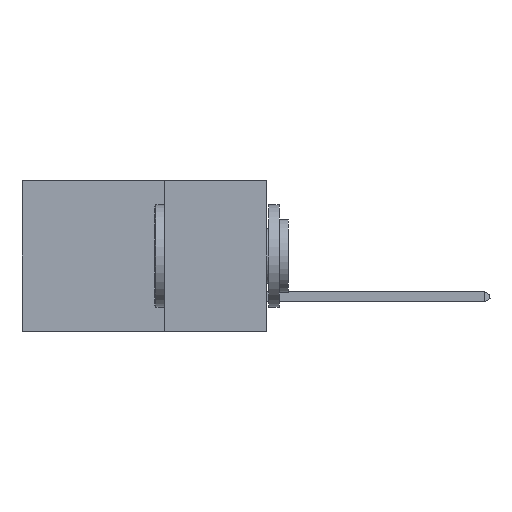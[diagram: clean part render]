
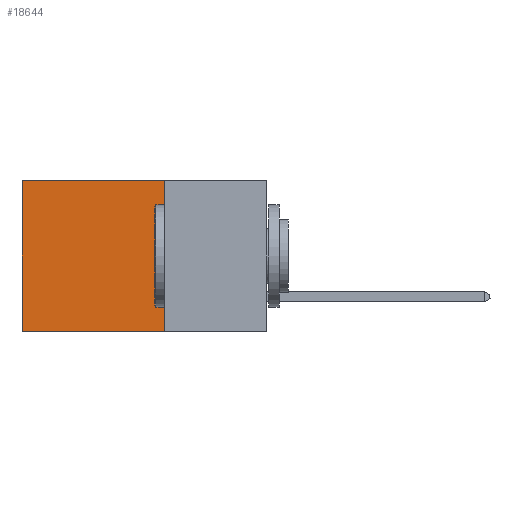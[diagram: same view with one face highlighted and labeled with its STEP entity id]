
A CAD part, left-side view. The second image highlights one B-rep face of the part: STEP entity #18644.
In plain terms, the highlighted planar face has unit normal (-1, 0, 0).
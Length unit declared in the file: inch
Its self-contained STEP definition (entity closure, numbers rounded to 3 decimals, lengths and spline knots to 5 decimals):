
#574 = CARTESIAN_POINT ( 'NONE',  ( 0.2875, 0.25, 0. ) ) ;
#1480 = VECTOR ( 'NONE', #4836, 39.37008 ) ;
#2379 = VERTEX_POINT ( 'NONE', #9782 ) ;
#2530 = LINE ( 'NONE', #9799, #14481 ) ;
#2556 = ORIENTED_EDGE ( 'NONE', *, *, #15459, .T. ) ;
#2604 = EDGE_CURVE ( 'NONE', #14681, #2379, #5648, .T. ) ;
#2630 = FACE_OUTER_BOUND ( 'NONE', #19527, .T. ) ;
#2752 = CARTESIAN_POINT ( 'NONE',  ( 0.2875, 0.25, 0. ) ) ;
#3323 = VECTOR ( 'NONE', #16680, 39.37008 ) ;
#4826 = AXIS2_PLACEMENT_3D ( 'NONE', #574, #16061, #6885 ) ;
#4836 = DIRECTION ( 'NONE',  ( 0., 1., 0. ) ) ;
#5154 = CARTESIAN_POINT ( 'NONE',  ( 0.2875, 0.25, 0. ) ) ;
#5426 = EDGE_CURVE ( 'NONE', #14681, #6660, #8046, .T. ) ;
#5648 = LINE ( 'NONE', #5154, #1480 ) ;
#6409 = CARTESIAN_POINT ( 'NONE',  ( 0.2875, 0.25, -0.37 ) ) ;
#6660 = VERTEX_POINT ( 'NONE', #10183 ) ;
#6701 = VERTEX_POINT ( 'NONE', #19412 ) ;
#6885 = DIRECTION ( 'NONE',  ( 0., 0., -1. ) ) ;
#7199 = ORIENTED_EDGE ( 'NONE', *, *, #15979, .F. ) ;
#7964 = VECTOR ( 'NONE', #15618, 39.37008 ) ;
#8046 = LINE ( 'NONE', #2752, #3323 ) ;
#9782 = CARTESIAN_POINT ( 'NONE',  ( 0.2875, 0.6, 0. ) ) ;
#9799 = CARTESIAN_POINT ( 'NONE',  ( 0.2875, 0.6, 0. ) ) ;
#10158 = ORIENTED_EDGE ( 'NONE', *, *, #5426, .F. ) ;
#10183 = CARTESIAN_POINT ( 'NONE',  ( 0.2875, 0.25, -0.37 ) ) ;
#12258 = CARTESIAN_POINT ( 'NONE',  ( 0.2875, 0.25, 0. ) ) ;
#12943 = ORIENTED_EDGE ( 'NONE', *, *, #2604, .T. ) ;
#13040 = LINE ( 'NONE', #6409, #7964 ) ;
#14481 = VECTOR ( 'NONE', #18936, 39.37008 ) ;
#14681 = VERTEX_POINT ( 'NONE', #12258 ) ;
#15459 = EDGE_CURVE ( 'NONE', #2379, #6701, #2530, .T. ) ;
#15618 = DIRECTION ( 'NONE',  ( 0., 1., 0. ) ) ;
#15979 = EDGE_CURVE ( 'NONE', #6660, #6701, #13040, .T. ) ;
#16003 = PLANE ( 'NONE',  #4826 ) ;
#16061 = DIRECTION ( 'NONE',  ( 1., 0., 0. ) ) ;
#16680 = DIRECTION ( 'NONE',  ( 0., 0., -1. ) ) ;
#18644 = ADVANCED_FACE ( 'NONE', ( #2630 ), #16003, .F. ) ;
#18936 = DIRECTION ( 'NONE',  ( 0., 0., -1. ) ) ;
#19412 = CARTESIAN_POINT ( 'NONE',  ( 0.2875, 0.6, -0.37 ) ) ;
#19527 = EDGE_LOOP ( 'NONE', ( #2556, #7199, #10158, #12943 ) ) ;
